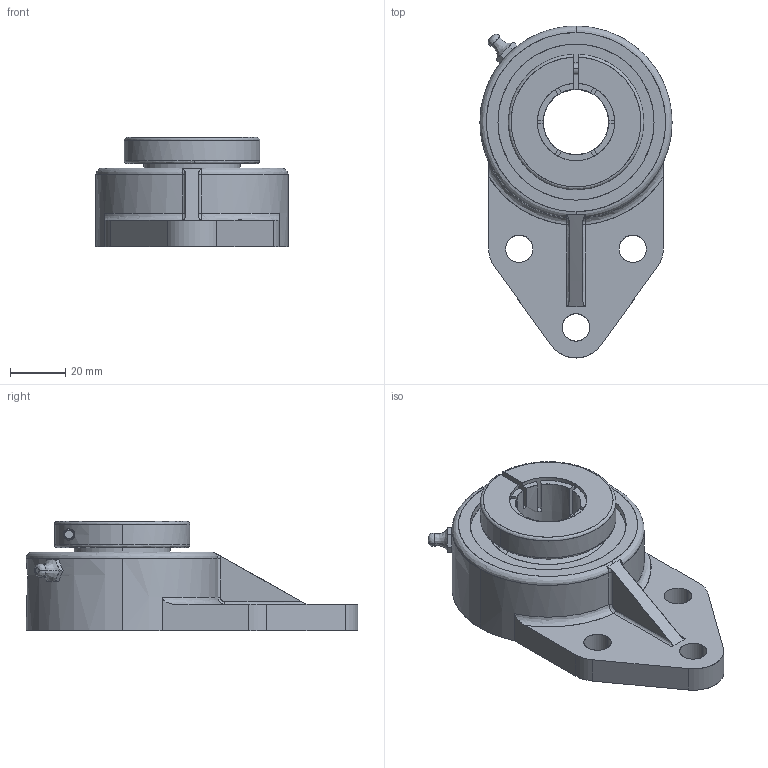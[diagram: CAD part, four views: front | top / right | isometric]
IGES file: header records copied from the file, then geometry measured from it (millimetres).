
Start section: SolidWorks IGES file using analytic representation for surfaces
Global section: file name: FBDEFAU0812119533972.igs; native system: SolidWorks 2017; preprocessor: SolidWorks 2017; author: partstream; date: 170812.110956; units: millimetre
Bounding box: 69.85 x 120.65 x 39.7 mm (x, y, z)
Surface area: 29359.5 mm2 (no closed solid volume)
Topology: 0 solids, 0 shells, 127 faces, 2372 edges, 2380 vertices
Faces by surface type: bspline 74, revolution 53
